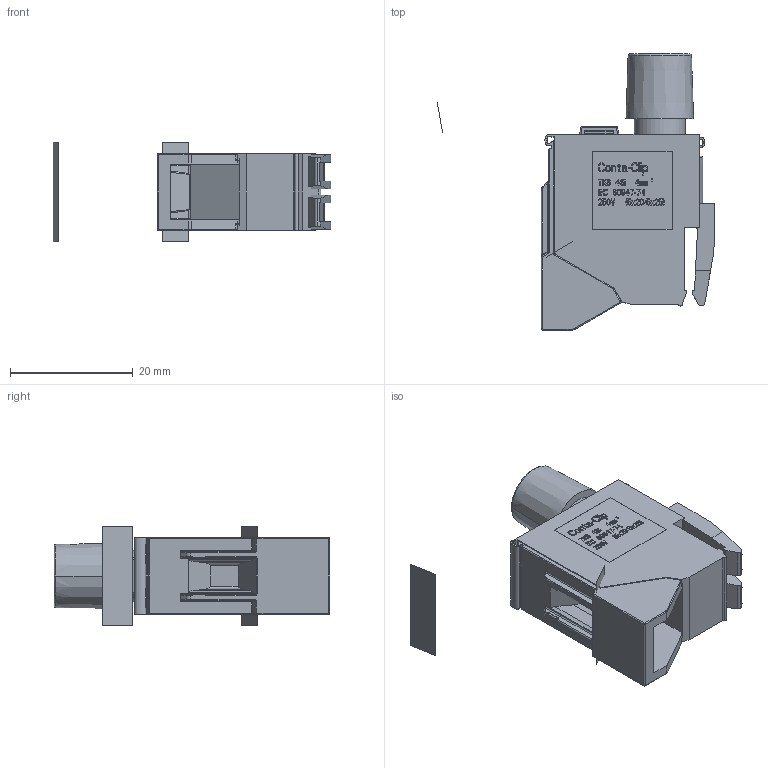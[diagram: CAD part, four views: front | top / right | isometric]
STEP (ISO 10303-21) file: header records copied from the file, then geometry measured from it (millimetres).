
FILE_DESCRIPTION((''),'2;1');
FILE_NAME('17047_3_TKS4SI_5x25_iso.stp','2010-09-14T',('Ludolph'),(''),'PRO/ENGINEER BY PARAMETRIC TECHNOLOGY CORPORATION, 2007390','PRO/ENGINEER BY PARAMETRIC TECHNOLOGY CORPORATION, 2007390','');
FILE_SCHEMA(('CONFIG_CONTROL_DESIGN'));
Length unit declared in the file: millimetre
Products named in the file (1): TKS40SI_ISO_5X25_3D_VOLUMEN
Bounding box: 45.17 x 44.91 x 16.19 mm (x, y, z)
Volume: 8354.7 mm3; surface area: 5927.7 mm2
Topology: 1 solids, 3 shells, 1681 faces, 4719 edges, 3102 vertices
Faces by surface type: plane 1465, cylinder 147, torus 23, bspline 22, sphere 16, cone 6, extrusion 2
Entity records: 54354 total; most frequent: CARTESIAN_POINT 10940, ORIENTED_EDGE 9430, DIRECTION 8241, EDGE_CURVE 4719, VECTOR 4343, LINE 4341, VERTEX_POINT 3102, AXIS2_PLACEMENT_3D 1949
